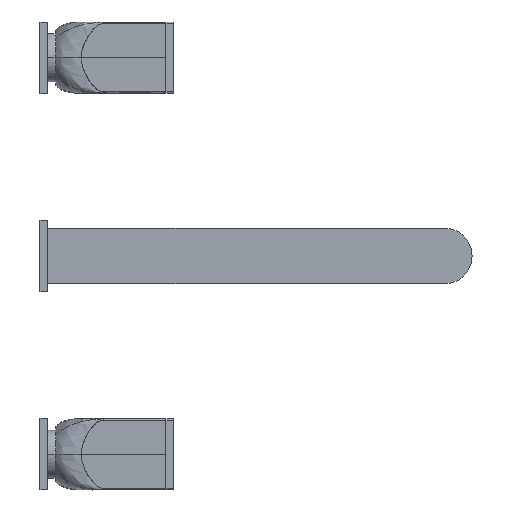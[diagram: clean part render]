
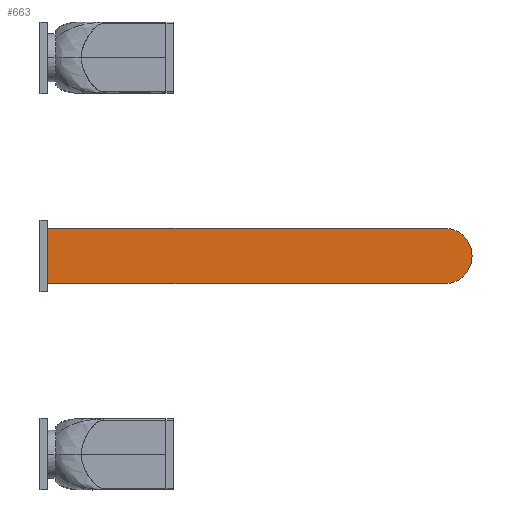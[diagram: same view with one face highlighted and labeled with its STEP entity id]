
A CAD part, top view. The second image highlights one B-rep face of the part: STEP entity #663.
In plain terms, the highlighted planar face has unit normal (0, 0, 1).
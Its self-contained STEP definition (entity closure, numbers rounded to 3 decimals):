
#624=CARTESIAN_POINT('Axis2P3D Location',(42.073,331.94,55.264)) ;
#629=CARTESIAN_POINT('Line Origine',(167.073,314.44,55.264)) ;
#633=CARTESIAN_POINT('Vertex',(42.073,314.44,55.264)) ;
#635=CARTESIAN_POINT('Vertex',(292.073,314.44,55.264)) ;
#638=CARTESIAN_POINT('Axis2P3D Location',(292.073,331.94,55.264)) ;
#642=CARTESIAN_POINT('Vertex',(292.073,349.44,55.264)) ;
#645=CARTESIAN_POINT('Line Origine',(167.073,349.44,55.264)) ;
#649=CARTESIAN_POINT('Vertex',(42.073,349.44,55.264)) ;
#652=CARTESIAN_POINT('Line Origine',(42.073,331.94,55.264)) ;
#631=VECTOR('Line Direction',#630,1.) ;
#647=VECTOR('Line Direction',#646,1.) ;
#654=VECTOR('Line Direction',#653,1.) ;
#625=DIRECTION('Axis2P3D Direction',(0.,0.,1.)) ;
#626=DIRECTION('Axis2P3D XDirection',(0.,-1.,0.)) ;
#630=DIRECTION('Vector Direction',(-1.,0.,0.)) ;
#639=DIRECTION('Axis2P3D Direction',(0.,0.,1.)) ;
#646=DIRECTION('Vector Direction',(1.,0.,0.)) ;
#653=DIRECTION('Vector Direction',(0.,-1.,0.)) ;
#627=AXIS2_PLACEMENT_3D('Plane Axis2P3D',#624,#625,#626) ;
#640=AXIS2_PLACEMENT_3D('Circle Axis2P3D',#638,#639,$) ;
#632=LINE('Line',#629,#631) ;
#648=LINE('Line',#645,#647) ;
#655=LINE('Line',#652,#654) ;
#641=CIRCLE('generated circle',#640,17.5) ;
#628=PLANE('',#627) ;
#637=EDGE_CURVE('',#634,#636,#632,.F.) ;
#644=EDGE_CURVE('',#636,#643,#641,.T.) ;
#651=EDGE_CURVE('',#643,#650,#648,.F.) ;
#656=EDGE_CURVE('',#650,#634,#655,.T.) ;
#658=ORIENTED_EDGE('',*,*,#637,.T.) ;
#659=ORIENTED_EDGE('',*,*,#644,.T.) ;
#660=ORIENTED_EDGE('',*,*,#651,.T.) ;
#661=ORIENTED_EDGE('',*,*,#656,.T.) ;
#657=EDGE_LOOP('',(#658,#659,#660,#661)) ;
#634=VERTEX_POINT('',#633) ;
#636=VERTEX_POINT('',#635) ;
#643=VERTEX_POINT('',#642) ;
#650=VERTEX_POINT('',#649) ;
#663=ADVANCED_FACE('Superficie.26',(#662),#628,.T.) ;
#662=FACE_OUTER_BOUND('',#657,.T.) ;
